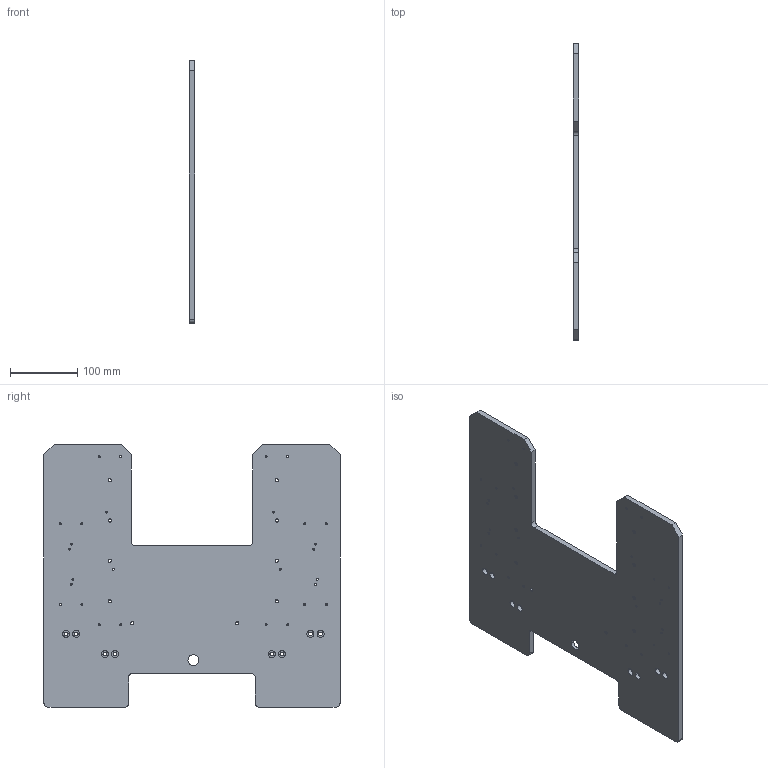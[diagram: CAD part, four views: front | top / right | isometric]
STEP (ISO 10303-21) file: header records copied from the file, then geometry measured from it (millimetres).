
FILE_DESCRIPTION((''),'2;1');
FILE_NAME('BATI','2020-05-12T17:22:21',('Louis'),(''),'CREO PARAMETRIC BY PTC INC, 2019164','CREO PARAMETRIC BY PTC INC, 2019164','');
FILE_SCHEMA(('CONFIG_CONTROL_DESIGN'));
Length unit declared in the file: millimetre
Products named in the file (1): BATI
Bounding box: 8 x 440 x 390 mm (x, y, z)
Volume: 1030101.1 mm3; surface area: 292251.3 mm2
Topology: 1 solids, 31 shells, 213 faces, 605 edges, 406 vertices
Faces by surface type: cylinder 180, plane 33
Entity records: 7296 total; most frequent: DIRECTION 1401, CARTESIAN_POINT 1225, ORIENTED_EDGE 1090, EDGE_CURVE 605, AXIS2_PLACEMENT_3D 582, VERTEX_POINT 406, CIRCLE 368, EDGE_LOOP 319
